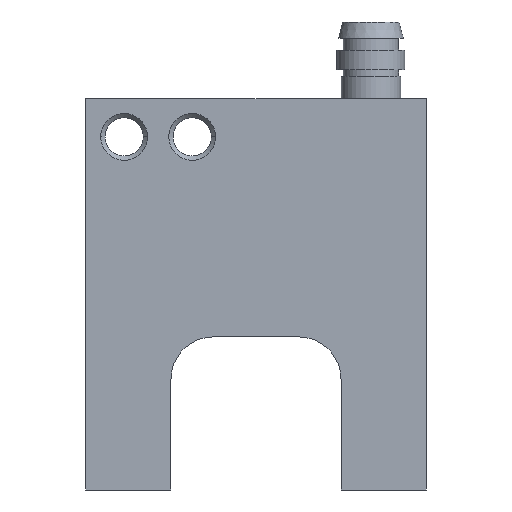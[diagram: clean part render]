
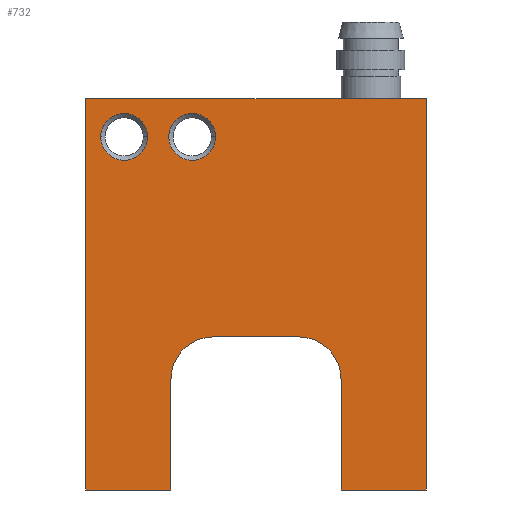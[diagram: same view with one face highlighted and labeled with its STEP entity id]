
A CAD part, front view. The second image highlights one B-rep face of the part: STEP entity #732.
In plain terms, the highlighted planar face has unit normal (0, -1, 0).
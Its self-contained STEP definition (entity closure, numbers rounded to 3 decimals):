
#45=DIRECTION('',(-1.,0.,0.));
#46=VECTOR('',#45,10.);
#47=CARTESIAN_POINT('',(5.,0.,-28.));
#48=LINE('',#47,#46);
#49=DIRECTION('',(0.,0.,-1.));
#50=VECTOR('',#49,13.);
#51=CARTESIAN_POINT('',(-10.,0.,-33.));
#52=LINE('',#51,#50);
#53=DIRECTION('',(-1.,0.,0.));
#54=VECTOR('',#53,10.);
#55=CARTESIAN_POINT('',(-10.,0.,-46.));
#56=LINE('',#55,#54);
#57=DIRECTION('',(0.,0.,1.));
#58=VECTOR('',#57,46.);
#59=CARTESIAN_POINT('',(-20.,0.,-46.));
#60=LINE('',#59,#58);
#61=DIRECTION('',(1.,0.,0.));
#62=VECTOR('',#61,40.);
#63=CARTESIAN_POINT('',(-20.,0.,0.));
#64=LINE('',#63,#62);
#65=DIRECTION('',(0.,0.,-1.));
#66=VECTOR('',#65,46.);
#67=CARTESIAN_POINT('',(20.,0.,0.));
#68=LINE('',#67,#66);
#69=DIRECTION('',(-1.,0.,0.));
#70=VECTOR('',#69,10.);
#71=CARTESIAN_POINT('',(20.,0.,-46.));
#72=LINE('',#71,#70);
#73=DIRECTION('',(0.,0.,1.));
#74=VECTOR('',#73,13.);
#75=CARTESIAN_POINT('',(10.,0.,-46.));
#76=LINE('',#75,#74);
#77=CARTESIAN_POINT('',(-7.5,0.,-4.5));
#78=DIRECTION('',(0.,1.,0.));
#79=DIRECTION('',(1.,0.,0.));
#80=AXIS2_PLACEMENT_3D('',#77,#78,#79);
#82=CARTESIAN_POINT('',(-7.5,0.,-4.5));
#83=DIRECTION('',(0.,1.,0.));
#84=DIRECTION('',(-1.,0.,0.));
#85=AXIS2_PLACEMENT_3D('',#82,#83,#84);
#87=CARTESIAN_POINT('',(-15.5,0.,-4.5));
#88=DIRECTION('',(0.,1.,0.));
#89=DIRECTION('',(1.,0.,0.));
#90=AXIS2_PLACEMENT_3D('',#87,#88,#89);
#92=CARTESIAN_POINT('',(-15.5,0.,-4.5));
#93=DIRECTION('',(0.,1.,0.));
#94=DIRECTION('',(-1.,0.,0.));
#95=AXIS2_PLACEMENT_3D('',#92,#93,#94);
#105=CARTESIAN_POINT('',(5.,0.,-33.));
#106=DIRECTION('',(0.,1.,0.));
#107=DIRECTION('',(0.,0.,1.));
#108=AXIS2_PLACEMENT_3D('',#105,#106,#107);
#197=CARTESIAN_POINT('',(-5.,0.,-33.));
#198=DIRECTION('',(0.,1.,0.));
#199=DIRECTION('',(-1.,0.,0.));
#200=AXIS2_PLACEMENT_3D('',#197,#198,#199);
#549=CARTESIAN_POINT('',(-20.,0.,-46.));
#550=CARTESIAN_POINT('',(-20.,0.,0.));
#551=VERTEX_POINT('',#549);
#552=VERTEX_POINT('',#550);
#553=CARTESIAN_POINT('',(20.,0.,0.));
#554=VERTEX_POINT('',#553);
#555=CARTESIAN_POINT('',(20.,0.,-46.));
#556=VERTEX_POINT('',#555);
#557=CARTESIAN_POINT('',(10.,0.,-46.));
#558=VERTEX_POINT('',#557);
#559=CARTESIAN_POINT('',(-10.,0.,-46.));
#560=VERTEX_POINT('',#559);
#589=CARTESIAN_POINT('',(5.,0.,-28.));
#591=VERTEX_POINT('',#589);
#593=CARTESIAN_POINT('',(10.,0.,-33.));
#595=VERTEX_POINT('',#593);
#597=CARTESIAN_POINT('',(-10.,0.,-33.));
#599=VERTEX_POINT('',#597);
#601=CARTESIAN_POINT('',(-5.,0.,-28.));
#603=VERTEX_POINT('',#601);
#621=CARTESIAN_POINT('',(-4.75,0.,-4.5));
#622=CARTESIAN_POINT('',(-10.25,0.,-4.5));
#623=VERTEX_POINT('',#621);
#624=VERTEX_POINT('',#622);
#629=CARTESIAN_POINT('',(-12.75,0.,-4.5));
#630=CARTESIAN_POINT('',(-18.25,0.,-4.5));
#631=VERTEX_POINT('',#629);
#632=VERTEX_POINT('',#630);
#693=CARTESIAN_POINT('',(0.,0.,0.));
#694=DIRECTION('',(0.,1.,0.));
#695=DIRECTION('',(1.,0.,0.));
#696=AXIS2_PLACEMENT_3D('',#693,#694,#695);
#697=PLANE('',#696);
#699=ORIENTED_EDGE('',*,*,#698,.T.);
#701=ORIENTED_EDGE('',*,*,#700,.F.);
#703=ORIENTED_EDGE('',*,*,#702,.T.);
#705=ORIENTED_EDGE('',*,*,#704,.T.);
#707=ORIENTED_EDGE('',*,*,#706,.T.);
#709=ORIENTED_EDGE('',*,*,#708,.T.);
#711=ORIENTED_EDGE('',*,*,#710,.T.);
#713=ORIENTED_EDGE('',*,*,#712,.T.);
#715=ORIENTED_EDGE('',*,*,#714,.T.);
#717=ORIENTED_EDGE('',*,*,#716,.F.);
#718=EDGE_LOOP('',(#699,#701,#703,#705,#707,#709,#711,#713,#715,#717));
#719=FACE_OUTER_BOUND('',#718,.F.);
#721=ORIENTED_EDGE('',*,*,#720,.F.);
#723=ORIENTED_EDGE('',*,*,#722,.F.);
#724=EDGE_LOOP('',(#721,#723));
#725=FACE_BOUND('',#724,.F.);
#727=ORIENTED_EDGE('',*,*,#726,.F.);
#729=ORIENTED_EDGE('',*,*,#728,.F.);
#730=EDGE_LOOP('',(#727,#729));
#731=FACE_BOUND('',#730,.F.);
#732=ADVANCED_FACE('',(#719,#725,#731),#697,.F.);
#81=CIRCLE('',#80,2.75);
#86=CIRCLE('',#85,2.75);
#91=CIRCLE('',#90,2.75);
#96=CIRCLE('',#95,2.75);
#109=CIRCLE('',#108,5.);
#201=CIRCLE('',#200,5.);
#698=EDGE_CURVE('',#591,#603,#48,.T.);
#700=EDGE_CURVE('',#599,#603,#201,.T.);
#702=EDGE_CURVE('',#599,#560,#52,.T.);
#704=EDGE_CURVE('',#560,#551,#56,.T.);
#706=EDGE_CURVE('',#551,#552,#60,.T.);
#708=EDGE_CURVE('',#552,#554,#64,.T.);
#710=EDGE_CURVE('',#554,#556,#68,.T.);
#712=EDGE_CURVE('',#556,#558,#72,.T.);
#714=EDGE_CURVE('',#558,#595,#76,.T.);
#716=EDGE_CURVE('',#591,#595,#109,.T.);
#720=EDGE_CURVE('',#623,#624,#81,.T.);
#722=EDGE_CURVE('',#624,#623,#86,.T.);
#726=EDGE_CURVE('',#631,#632,#91,.T.);
#728=EDGE_CURVE('',#632,#631,#96,.T.);
